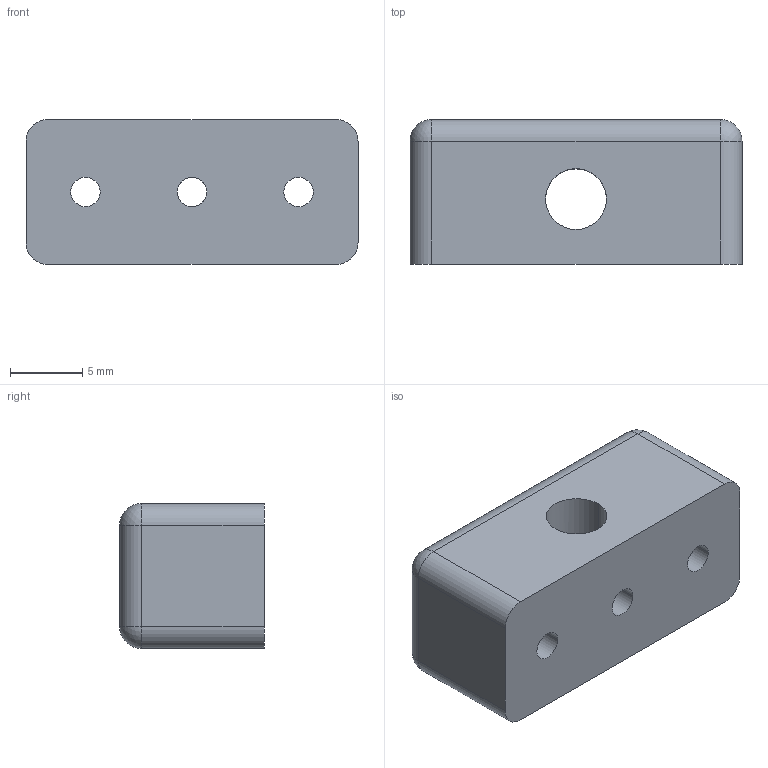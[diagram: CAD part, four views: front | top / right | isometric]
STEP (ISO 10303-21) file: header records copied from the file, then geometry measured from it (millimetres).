
FILE_DESCRIPTION((''),'2;1');
FILE_NAME('GRINJECTOR_MAINNEEDLE_CONNECTOR','2020-08-20T14:56:28',('biafra'),(''),'CREO PARAMETRIC BY PTC INC, 2019224','CREO PARAMETRIC BY PTC INC, 2019224','');
FILE_SCHEMA(('CONFIG_CONTROL_DESIGN'));
Length unit declared in the file: millimetre
Products named in the file (1): GRINJECTOR_MAINNEEDLE_CONNECTOR
Bounding box: 22.95 x 10 x 10 mm (x, y, z)
Volume: 2021 mm3; surface area: 1326.8 mm2
Topology: 1 solids, 1 shells, 781 faces, 2214 edges, 1472 vertices
Faces by surface type: plane 759, cylinder 18, sphere 4
Entity records: 24922 total; most frequent: CARTESIAN_POINT 4535, ORIENTED_EDGE 4428, DIRECTION 3804, EDGE_CURVE 2214, VECTOR 2178, LINE 2178, VERTEX_POINT 1472, EDGE_LOOP 828
